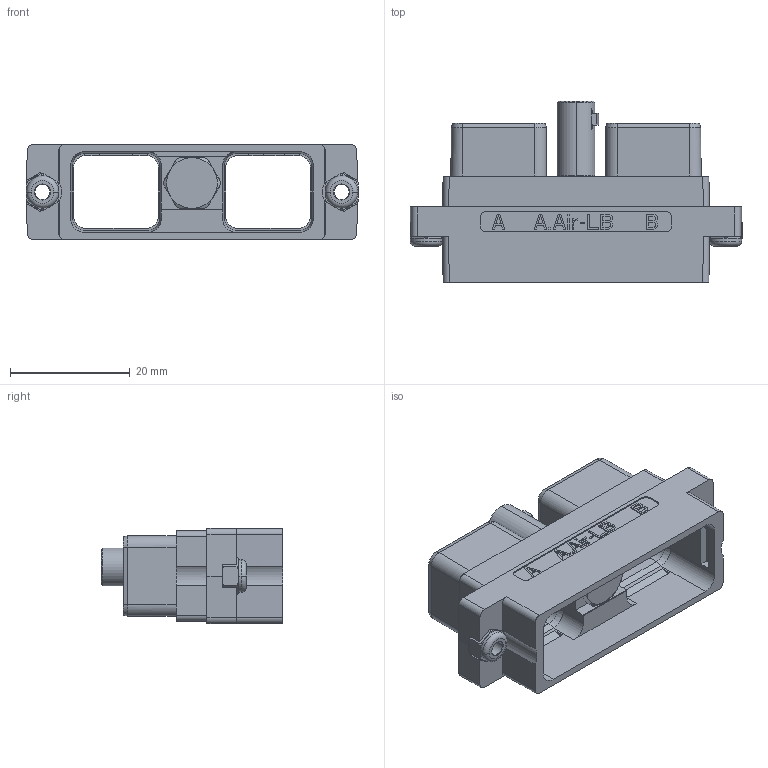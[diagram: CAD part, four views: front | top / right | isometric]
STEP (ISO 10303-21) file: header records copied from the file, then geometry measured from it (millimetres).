
FILE_DESCRIPTION((''),'2;1');
FILE_NAME('SIM2B42KA','2019-09-12T',('presta_be4'),(''),'PRO/ENGINEER BY PARAMETRIC TECHNOLOGY CORPORATION, 2014310','PRO/ENGINEER BY PARAMETRIC TECHNOLOGY CORPORATION, 2014310','');
FILE_SCHEMA(('CONFIG_CONTROL_DESIGN'));
Length unit declared in the file: millimetre
Products named in the file (1): SIM2B42KA
Bounding box: 55.5 x 30.36 x 15.93 mm (x, y, z)
Volume: 6168.3 mm3; surface area: 8541.4 mm2
Topology: 1 solids, 1 shells, 817 faces, 2201 edges, 1428 vertices
Faces by surface type: plane 588, cylinder 123, cone 74, bspline 20, torus 12
Entity records: 32840 total; most frequent: CARTESIAN_POINT 12605, ORIENTED_EDGE 4398, DIRECTION 3835, EDGE_CURVE 2199, VECTOR 1689, LINE 1689, VERTEX_POINT 1428, AXIS2_PLACEMENT_3D 1073
